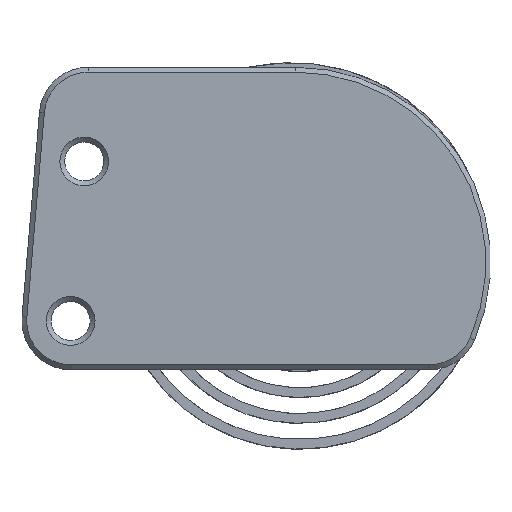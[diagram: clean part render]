
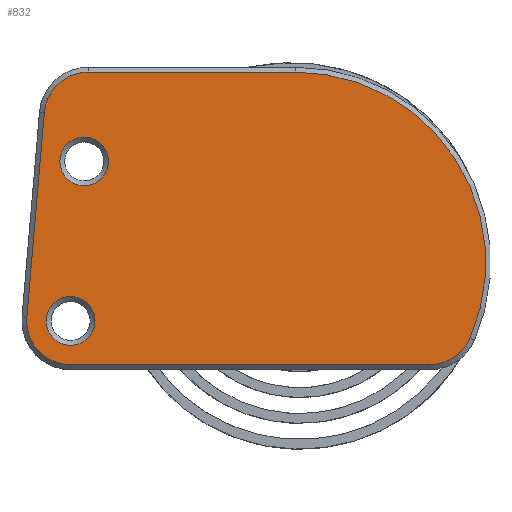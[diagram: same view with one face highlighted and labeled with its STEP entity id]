
A CAD part, top view. The second image highlights one B-rep face of the part: STEP entity #832.
In plain terms, the highlighted planar face has unit normal (0, 0, 1).
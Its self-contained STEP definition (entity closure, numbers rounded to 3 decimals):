
#22=FACE_BOUND('',#259,.T.);
#23=FACE_BOUND('',#260,.T.);
#46=PLANE('',#934);
#71=LINE('',#3220,#120);
#77=LINE('',#3240,#126);
#81=LINE('',#3252,#130);
#120=VECTOR('',#1091,10.);
#126=VECTOR('',#1111,10.);
#130=VECTOR('',#1123,10.);
#203=FACE_OUTER_BOUND('',#258,.T.);
#258=EDGE_LOOP('',(#730,#731,#732,#733,#734,#735,#736));
#259=EDGE_LOOP('',(#737));
#260=EDGE_LOOP('',(#738));
#307=CIRCLE('',#916,4.5);
#308=CIRCLE('',#918,19.5);
#311=CIRCLE('',#923,4.5);
#313=CIRCLE('',#927,4.5);
#316=CIRCLE('',#935,2.5);
#317=CIRCLE('',#936,2.5);
#392=VERTEX_POINT('',#3217);
#393=VERTEX_POINT('',#3219);
#396=VERTEX_POINT('',#3227);
#398=VERTEX_POINT('',#3232);
#400=VERTEX_POINT('',#3238);
#402=VERTEX_POINT('',#3245);
#404=VERTEX_POINT('',#3250);
#410=VERTEX_POINT('',#3276);
#411=VERTEX_POINT('',#3278);
#494=EDGE_CURVE('',#392,#393,#71,.T.);
#499=EDGE_CURVE('',#396,#392,#307,.T.);
#501=EDGE_CURVE('',#398,#396,#308,.T.);
#504=EDGE_CURVE('',#400,#398,#77,.T.);
#508=EDGE_CURVE('',#402,#400,#311,.T.);
#510=EDGE_CURVE('',#404,#402,#81,.T.);
#513=EDGE_CURVE('',#393,#404,#313,.T.);
#523=EDGE_CURVE('',#410,#410,#316,.T.);
#524=EDGE_CURVE('',#411,#411,#317,.T.);
#730=ORIENTED_EDGE('',*,*,#494,.F.);
#731=ORIENTED_EDGE('',*,*,#499,.F.);
#732=ORIENTED_EDGE('',*,*,#501,.F.);
#733=ORIENTED_EDGE('',*,*,#504,.F.);
#734=ORIENTED_EDGE('',*,*,#508,.F.);
#735=ORIENTED_EDGE('',*,*,#510,.F.);
#736=ORIENTED_EDGE('',*,*,#513,.F.);
#737=ORIENTED_EDGE('',*,*,#523,.F.);
#738=ORIENTED_EDGE('',*,*,#524,.F.);
#832=ADVANCED_FACE('',(#203,#22,#23),#46,.T.);
#916=AXIS2_PLACEMENT_3D('',#3229,#1099,#1100);
#918=AXIS2_PLACEMENT_3D('',#3234,#1104,#1105);
#923=AXIS2_PLACEMENT_3D('',#3247,#1118,#1119);
#927=AXIS2_PLACEMENT_3D('',#3256,#1129,#1130);
#934=AXIS2_PLACEMENT_3D('',#3275,#1150,#1151);
#935=AXIS2_PLACEMENT_3D('',#3277,#1152,#1153);
#936=AXIS2_PLACEMENT_3D('',#3279,#1154,#1155);
#1091=DIRECTION('',(-1.,0.,0.));
#1099=DIRECTION('center_axis',(0.,0.,-1.));
#1100=DIRECTION('ref_axis',(0.548,-0.837,0.));
#1104=DIRECTION('center_axis',(0.,0.,-1.));
#1105=DIRECTION('ref_axis',(1.,0.,0.));
#1111=DIRECTION('',(1.,0.,0.));
#1118=DIRECTION('center_axis',(0.,0.,-1.));
#1119=DIRECTION('ref_axis',(-0.676,0.737,0.));
#1123=DIRECTION('',(0.085,0.996,0.));
#1129=DIRECTION('center_axis',(0.,0.,-1.));
#1130=DIRECTION('ref_axis',(-0.996,0.085,0.));
#1150=DIRECTION('center_axis',(0.,0.,1.));
#1151=DIRECTION('ref_axis',(1.,0.,0.));
#1152=DIRECTION('center_axis',(0.,0.,1.));
#1153=DIRECTION('ref_axis',(1.,0.,0.));
#1154=DIRECTION('center_axis',(0.,0.,1.));
#1155=DIRECTION('ref_axis',(1.,0.,0.));
#3217=CARTESIAN_POINT('',(13.708,-10.217,4.5));
#3219=CARTESIAN_POINT('',(-23.095,-10.217,4.5));
#3220=CARTESIAN_POINT('',(-15.322,-10.217,4.5));
#3227=CARTESIAN_POINT('',(17.832,-7.517,4.5));
#3229=CARTESIAN_POINT('Origin',(13.708,-5.717,4.5));
#3232=CARTESIAN_POINT('',(-0.04,19.783,4.5));
#3234=CARTESIAN_POINT('Origin',(-0.04,0.283,4.5));
#3238=CARTESIAN_POINT('',(-21.302,19.783,4.5));
#3240=CARTESIAN_POINT('',(-2.161,19.783,4.5));
#3245=CARTESIAN_POINT('',(-25.786,15.666,4.5));
#3247=CARTESIAN_POINT('Origin',(-21.302,15.283,4.5));
#3250=CARTESIAN_POINT('',(-27.578,-5.334,4.5));
#3252=CARTESIAN_POINT('',(-25.974,13.463,4.5));
#3256=CARTESIAN_POINT('Origin',(-23.095,-5.717,4.5));
#3275=CARTESIAN_POINT('Origin',(-4.282,4.783,4.5));
#3276=CARTESIAN_POINT('',(-24.199,10.635,4.5));
#3277=CARTESIAN_POINT('Origin',(-21.699,10.635,4.5));
#3278=CARTESIAN_POINT('',(-25.595,-5.717,4.5));
#3279=CARTESIAN_POINT('Origin',(-23.095,-5.717,4.5));
